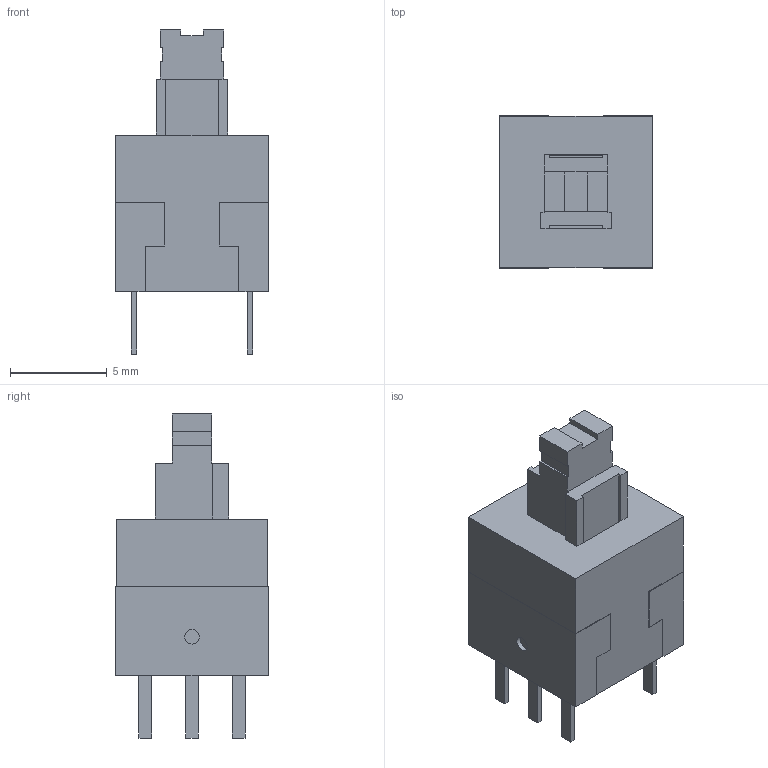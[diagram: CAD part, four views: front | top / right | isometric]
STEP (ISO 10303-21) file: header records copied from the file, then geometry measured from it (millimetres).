
FILE_DESCRIPTION(/* description */ ('Unknown'),/* implementation_level */ '2;1');
FILE_NAME(/* name */ 'Tactal Toggle Button (8.1 x 8.1 x 13.5mm)',/* time_stamp */ '2018-10-30T15:30:44-04:00',/* author */ ('Unknown'),/* organization */ ('Unknown'),/* preprocessor_version */ 'ST-DEVELOPER v16.7',/* originating_system */ 'DEX',/* authorisation */ $);
FILE_SCHEMA (('AUTOMOTIVE_DESIGN {1 0 10303 214 3 1 1}'));
Length unit declared in the file: millimetre
Products named in the file (1): Tactal Toggle Button (8.1 x 8.1 x 13.5mm)
Bounding box: 7.9 x 7.87 x 16.76 mm (x, y, z)
Volume: 549.6 mm3; surface area: 615.6 mm2
Topology: 1 solids, 21 shells, 269 faces, 650 edges, 432 vertices
Faces by surface type: plane 228, bspline 39, cylinder 2
Full cylindrical faces by diameter (mm): 0.759 x2
Entity records: 10962 total; most frequent: CARTESIAN_POINT 3413, ORIENTED_EDGE 1288, DIRECTION 846, EDGE_CURVE 644, VERTEX_POINT 432, LINE 376, VECTOR 376, EDGE_LOOP 296
